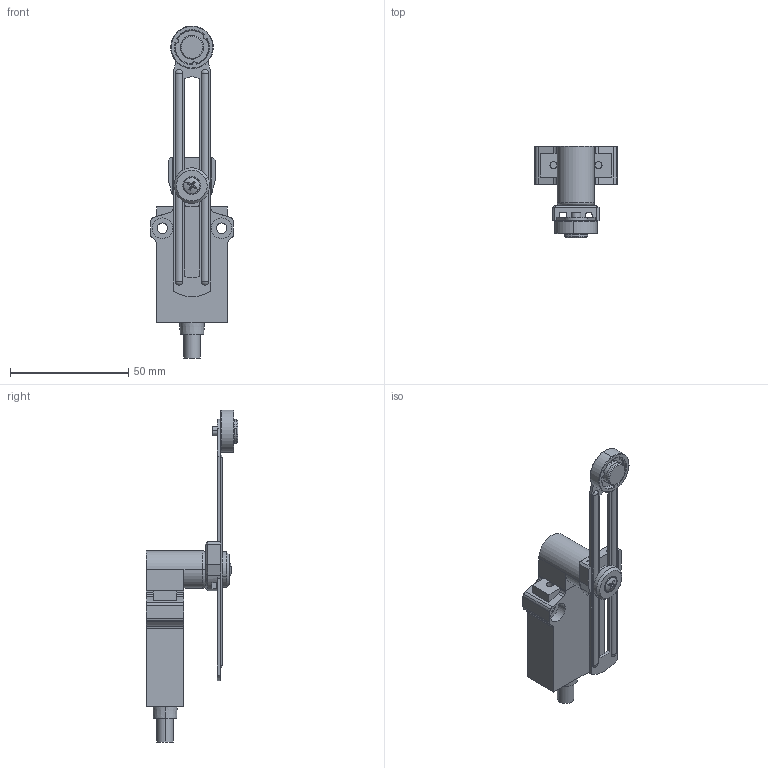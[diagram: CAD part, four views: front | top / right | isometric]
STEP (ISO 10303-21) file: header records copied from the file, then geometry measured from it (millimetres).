
FILE_DESCRIPTION (( 'STEP AP214' ), '1' );
FILE_NAME ('AEP2G51Z11-1.step', '2019-09-18T12:06:45', ( '' ), ( '' ), 'SwSTEP 2.0', 'SolidWorks 2018', '' );
FILE_SCHEMA (( 'AUTOMOTIVE_DESIGN' ));
Length unit declared in the file: inch
Products named in the file (1): AEP2G51Z11-1
Bounding box: 35 x 38.8 x 140.41 mm (x, y, z)
Volume: 33016.8 mm3; surface area: 15525.7 mm2
Topology: 8 solids, 8 shells, 486 faces, 1284 edges, 838 vertices
Faces by surface type: cylinder 226, plane 194, torus 32, cone 21, sphere 10, bspline 3
Entity records: 20564 total; most frequent: CARTESIAN_POINT 6529, DIRECTION 2622, ORIENTED_EDGE 2564, EDGE_CURVE 1282, AXIS2_PLACEMENT_3D 969, VERTEX_POINT 838, VECTOR 684, LINE 684
